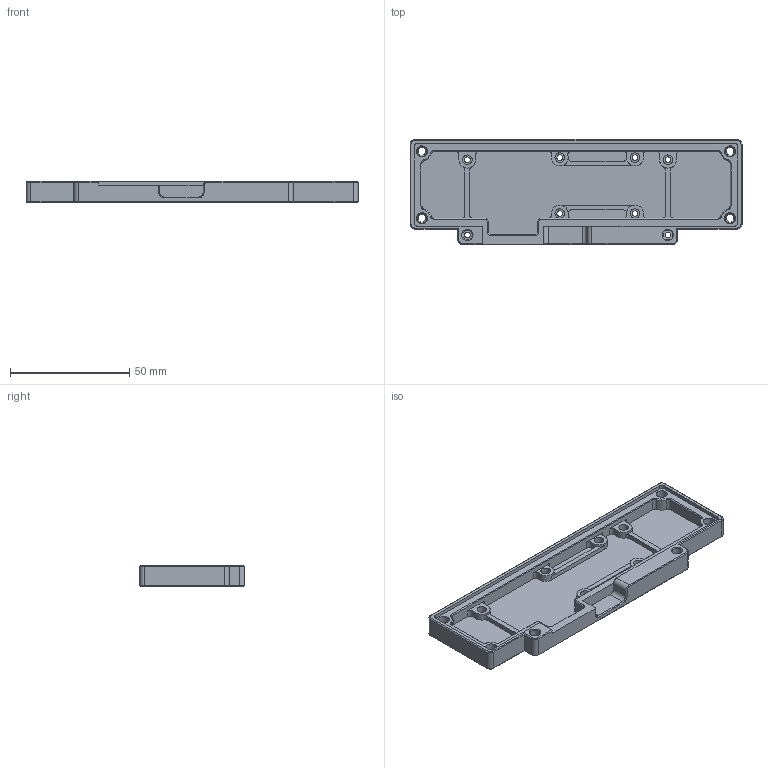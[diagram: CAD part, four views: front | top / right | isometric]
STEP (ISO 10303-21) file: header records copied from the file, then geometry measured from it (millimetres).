
FILE_DESCRIPTION(/* description */ (''),/* implementation_level */ '2;1');
FILE_NAME(/* name */ 'Nitehawk Hexa Basic Mount.step',/* time_stamp */ '2025-04-25T19:46:38+08:00',/* author */ (''),/* organization */ (''),/* preprocessor_version */ 'ST-DEVELOPER v20.1',/* originating_system */ 'Autodesk Translation Framework v14.4.0.0',/* authorisation */ '');
FILE_SCHEMA (('AUTOMOTIVE_DESIGN { 1 0 10303 214 3 1 1 }'));
Length unit declared in the file: millimetre
Products named in the file (1): Nitehawk Hexa V1.3 Basic Mount
Bounding box: 139 x 44 x 9 mm (x, y, z)
Volume: 23648 mm3; surface area: 17995.1 mm2
Topology: 1 solids, 1 shells, 228 faces, 570 edges, 355 vertices
Faces by surface type: plane 96, cylinder 83, cone 49
Full cylindrical faces by diameter (mm): 2.4 x8, 3.3 x4, 4 x8, 4.7 x4
Entity records: 6858 total; most frequent: DIRECTION 1262, CARTESIAN_POINT 1154, ORIENTED_EDGE 1140, EDGE_CURVE 570, AXIS2_PLACEMENT_3D 463, VERTEX_POINT 355, LINE 336, VECTOR 336
